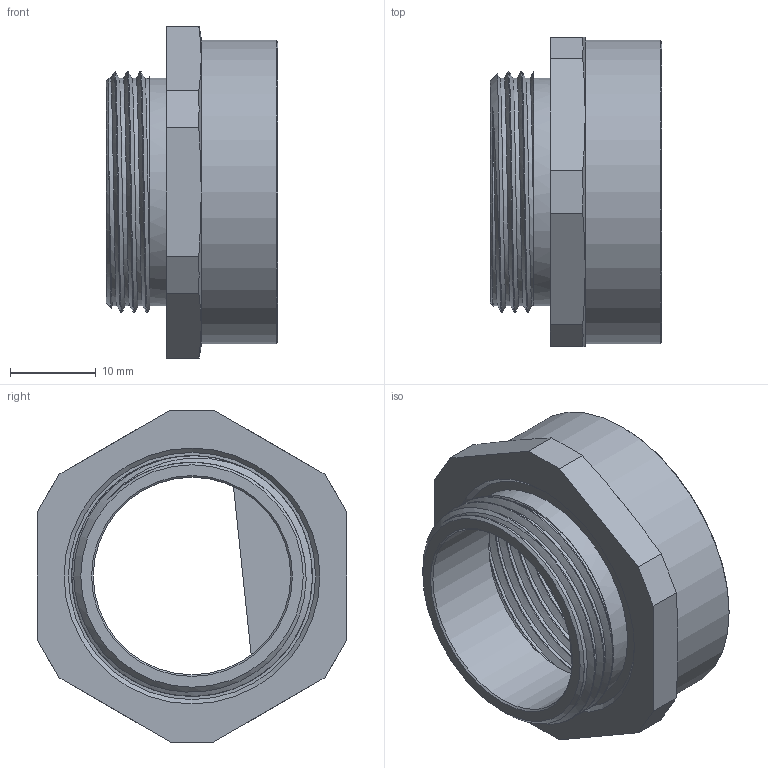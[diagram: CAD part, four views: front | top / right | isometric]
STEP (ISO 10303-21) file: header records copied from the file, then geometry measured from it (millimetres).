
FILE_DESCRIPTION(/* description */ ('Adapter PG 21/ M32x1,5'),/* implementation_level */ '2;1');
FILE_NAME(/* name */ '61072132-RST.stp',/* time_stamp */ '2020-07-28T14:37:22+02:00',/* author */ ('sl'),/* organization */ (''),/* preprocessor_version */ 'ST-DEVELOPER v16.5',/* originating_system */ 'Autodesk Inventor 2017',/* authorisation */ '');
FILE_SCHEMA (('AUTOMOTIVE_DESIGN { 1 0 10303 214 3 1 1 }'));
Length unit declared in the file: millimetre
Products named in the file (1): 61072132
Bounding box: 20 x 36 x 38.68 mm (x, y, z)
Volume: 5043.4 mm3; surface area: 5872.8 mm2
Topology: 1 solids, 1 shells, 49 faces, 119 edges, 76 vertices
Faces by surface type: plane 21, cylinder 13, cone 11, bspline 4
Full cylindrical faces by diameter (mm): 23 x1, 26.56 x1, 30.57 x6, 35.41 x1
Entity records: 2930 total; most frequent: CARTESIAN_POINT 2042, ORIENTED_EDGE 176, DIRECTION 164, EDGE_CURVE 88, AXIS2_PLACEMENT_3D 70, VERTEX_POINT 60, EDGE_LOOP 58, FACE_OUTER_BOUND 43
